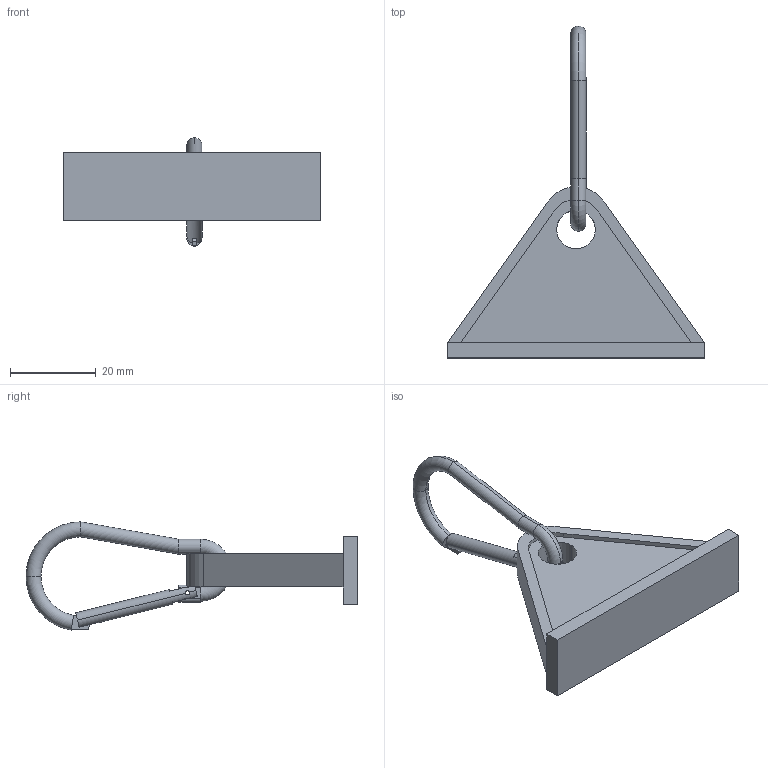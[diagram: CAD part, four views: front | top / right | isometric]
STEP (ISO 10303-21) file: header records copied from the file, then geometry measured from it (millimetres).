
FILE_DESCRIPTION (( 'STEP AP203' ), '1' );
FILE_NAME ('GD30.STEP', '2018-03-28T19:08:29', ( 'USER1' ), ( '' ), 'SwSTEP 2.0', 'SolidWorks 2007', '' );
FILE_SCHEMA (( 'CONFIG_CONTROL_DESIGN' ));
Length unit declared in the file: millimetre
Products named in the file (4): Gancho Deslizante; Gancho 2; Gancho 1; GD30
Assembly tree (3 placements, depth 2):
  GD30
    Gancho Deslizante
    Gancho 1
    Gancho 2
Bounding box: 60 x 77.6 x 25.31 mm (x, y, z)
Volume: 11668.2 mm3; surface area: 6851.7 mm2
Topology: 3 solids, 3 shells, 75 faces, 183 edges, 112 vertices
Faces by surface type: plane 46, cylinder 19, torus 8, bspline 2
Entity records: 2649 total; most frequent: CARTESIAN_POINT 432, DIRECTION 403, ORIENTED_EDGE 366, EDGE_CURVE 183, AXIS2_PLACEMENT_3D 147, VERTEX_POINT 112, VECTOR 109, LINE 109
